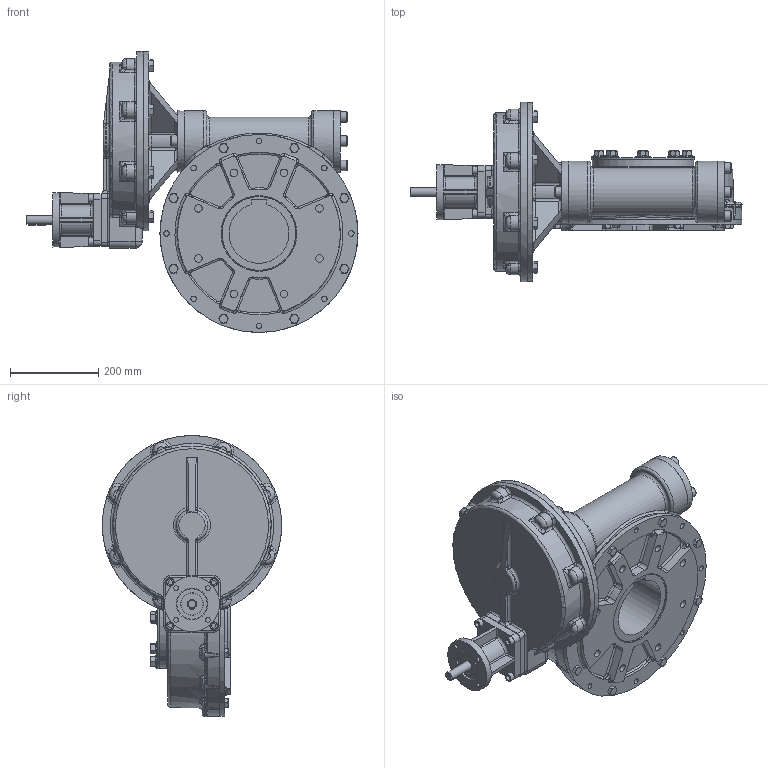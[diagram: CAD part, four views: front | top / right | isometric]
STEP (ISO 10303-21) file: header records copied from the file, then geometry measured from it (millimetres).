
FILE_DESCRIPTION(/* description */ ('Unknown'),/* implementation_level */ '2;1');
FILE_NAME(/* name */ 'PUB-MTW7IRL-F10-F30',/* time_stamp */ '2015-12-09T13:15:16+00:00',/* author */ ('Unknown'),/* organization */ ('Unknown'),/* preprocessor_version */ 'ST-DEVELOPER v16',/* originating_system */ 'DEX',/* authorisation */ $);
FILE_SCHEMA (('AUTOMOTIVE_DESIGN {1 0 10303 214 3 1 1}'));
Products named in the file (1): PUB-MTW7IRL-F10-F30
Bounding box: 754.52 x 408 x 638.63 mm (x, y, z)
Surface area: 1375628.3 mm2 (no closed solid volume)
Topology: 0 solids, 60 shells, 1284 faces, 3326 edges, 1987 vertices
Faces by surface type: plane 399, cylinder 253, bspline 241, cone 189, torus 174, sphere 28
Full cylindrical faces by diameter (mm): 10.5 x4, 12.5 x8, 17.294 x8, 18 x4, 20 x1, 24 x8, 32 x8, 50 x1, 70.05 x1, 125 x1, 140 x2, 170 x1, 230 x1, 230.25 x1, 235 x1, 408 x1, 450 x1
Entity records: 65703 total; most frequent: CARTESIAN_POINT 37016, ORIENTED_EDGE 5810, DIRECTION 5432, EDGE_CURVE 3142, AXIS2_PLACEMENT_3D 2298, VERTEX_POINT 1967, EDGE_LOOP 1476, FACE_BOUND 1476
